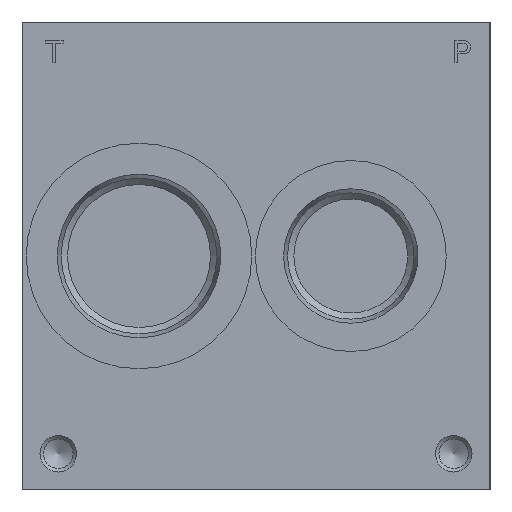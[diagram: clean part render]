
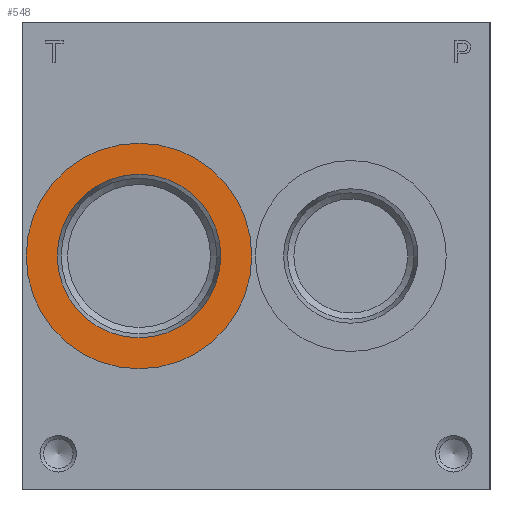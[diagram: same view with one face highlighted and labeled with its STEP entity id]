
A CAD part, left-side view. The second image highlights one B-rep face of the part: STEP entity #548.
In plain terms, the highlighted planar face has unit normal (-1, 0, 0).
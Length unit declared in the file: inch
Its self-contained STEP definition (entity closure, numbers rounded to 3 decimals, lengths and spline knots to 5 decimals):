
#548 = ADVANCED_FACE( '', ( #1431, #1432 ), #1433, .T. );
#1431 = FACE_BOUND( '', #2708, .T. );
#1432 = FACE_OUTER_BOUND( '', #2709, .T. );
#1433 = PLANE( '', #2710 );
#2708 = EDGE_LOOP( '', ( #4491 ) );
#2709 = EDGE_LOOP( '', ( #4492 ) );
#2710 = AXIS2_PLACEMENT_3D( '', #4493, #4494, #4495 );
#4491 = ORIENTED_EDGE( '', *, *, #7261, .T. );
#4492 = ORIENTED_EDGE( '', *, *, #7262, .F. );
#4493 = CARTESIAN_POINT( '', ( 0.031, 3.964, 2. ) );
#4494 = DIRECTION( '', ( -1., 0., 0. ) );
#4495 = DIRECTION( '', ( 0., 0., 1. ) );
#7261 = EDGE_CURVE( '', #8795, #8795, #8796, .T. );
#7262 = EDGE_CURVE( '', #8797, #8797, #8798, .T. );
#8795 = VERTEX_POINT( '', #10801 );
#8796 = CIRCLE( '', #10802, 0.699 );
#8797 = VERTEX_POINT( '', #10803 );
#8798 = CIRCLE( '', #10804, 0.964 );
#10801 = CARTESIAN_POINT( '', ( 0.031, 3., 1.301 ) );
#10802 = AXIS2_PLACEMENT_3D( '', #12587, #12588, #12589 );
#10803 = CARTESIAN_POINT( '', ( 0.031, 3., 1.036 ) );
#10804 = AXIS2_PLACEMENT_3D( '', #12590, #12591, #12592 );
#12587 = CARTESIAN_POINT( '', ( 0.031, 3., 2. ) );
#12588 = DIRECTION( '', ( 1., 0., 0. ) );
#12589 = DIRECTION( '', ( 0., 0., -1. ) );
#12590 = CARTESIAN_POINT( '', ( 0.031, 3., 2. ) );
#12591 = DIRECTION( '', ( 1., 0., 0. ) );
#12592 = DIRECTION( '', ( 0., 0., -1. ) );
